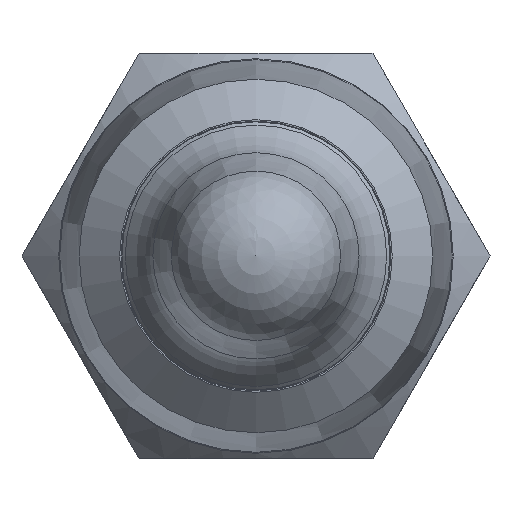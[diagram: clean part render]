
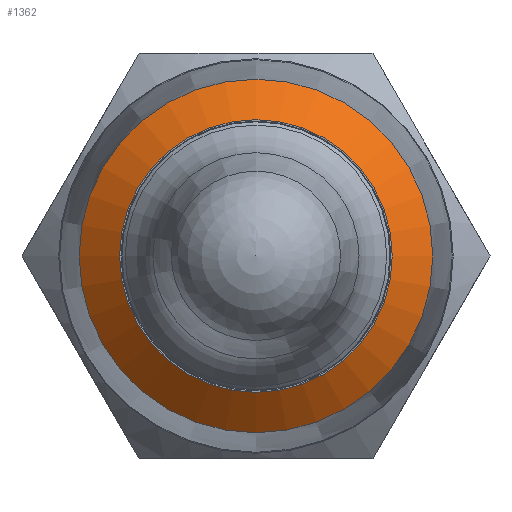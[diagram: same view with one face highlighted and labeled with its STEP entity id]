
A CAD part, left-side view. The second image highlights one B-rep face of the part: STEP entity #1362.
In plain terms, the highlighted conical face has half-angle 50 degrees and reference radius 9.596 mm.
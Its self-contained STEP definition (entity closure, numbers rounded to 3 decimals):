
#1362 = ADVANCED_FACE( '', ( #2874, #2875 ), #2876, .T. );
#2874 = FACE_BOUND( '', #8675, .T. );
#2875 = FACE_OUTER_BOUND( '', #8676, .T. );
#2876 = CONICAL_SURFACE( '', #8677, 9.596, 0.873 );
#8675 = EDGE_LOOP( '', ( #13670 ) );
#8676 = EDGE_LOOP( '', ( #13671 ) );
#8677 = AXIS2_PLACEMENT_3D( '', #13672, #13673, #13674 );
#13670 = ORIENTED_EDGE( '', *, *, #15519, .F. );
#13671 = ORIENTED_EDGE( '', *, *, #15860, .T. );
#13672 = CARTESIAN_POINT( '', ( -30.657, 0., 0. ) );
#13673 = DIRECTION( '', ( 1., 0., 0. ) );
#13674 = DIRECTION( '', ( 0., 0., -1. ) );
#15519 = EDGE_CURVE( '', #17951, #17951, #17952, .T. );
#15860 = EDGE_CURVE( '', #18381, #18381, #18382, .T. );
#17951 = VERTEX_POINT( '', #24933 );
#17952 = CIRCLE( '', #24934, 7.4 );
#18381 = VERTEX_POINT( '', #25928 );
#18382 = CIRCLE( '', #25929, 9.596 );
#24933 = CARTESIAN_POINT( '', ( -32.5, 0., 7.4 ) );
#24934 = AXIS2_PLACEMENT_3D( '', #28113, #28114, #28115 );
#25928 = CARTESIAN_POINT( '', ( -30.657, 0., 9.596 ) );
#25929 = AXIS2_PLACEMENT_3D( '', #28456, #28457, #28458 );
#28113 = CARTESIAN_POINT( '', ( -32.5, 0., 0. ) );
#28114 = DIRECTION( '', ( -1., 0., 0. ) );
#28115 = DIRECTION( '', ( 0., 0., 1. ) );
#28456 = CARTESIAN_POINT( '', ( -30.657, 0., 0. ) );
#28457 = DIRECTION( '', ( -1., 0., 0. ) );
#28458 = DIRECTION( '', ( 0., 0., 1. ) );
